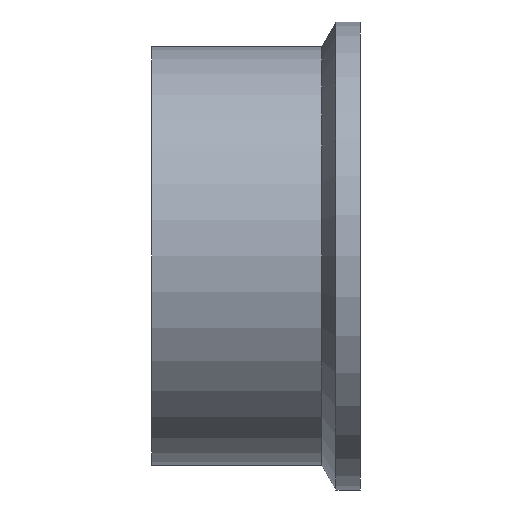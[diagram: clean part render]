
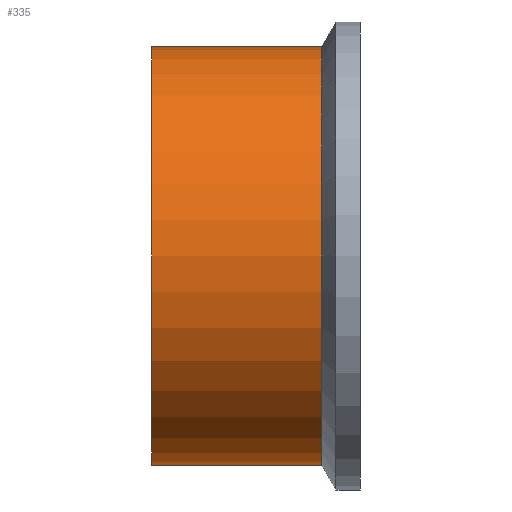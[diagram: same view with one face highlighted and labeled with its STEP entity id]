
A CAD part, front view. The second image highlights one B-rep face of the part: STEP entity #335.
In plain terms, the highlighted cylindrical face has radius 30.15 mm (diameter 60.3 mm), a partial arc.
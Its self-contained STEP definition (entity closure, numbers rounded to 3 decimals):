
#39 = CARTESIAN_POINT ( 'NONE',  ( -160.192, 0., 30.15 ) ) ;
#51 = CIRCLE ( 'NONE', #144, 30.15 ) ;
#71 = EDGE_CURVE ( 'NONE', #293, #205, #366, .T. ) ;
#73 = DIRECTION ( 'NONE',  ( -1., 0., 0. ) ) ;
#101 = DIRECTION ( 'NONE',  ( 0., 0., 1. ) ) ;
#108 = EDGE_CURVE ( 'NONE', #254, #205, #51, .T. ) ;
#142 = CARTESIAN_POINT ( 'NONE',  ( -29.5, 0., 0. ) ) ;
#144 = AXIS2_PLACEMENT_3D ( 'NONE', #142, #430, #101 ) ;
#147 = CARTESIAN_POINT ( 'NONE',  ( -29.5, 0., -30.15 ) ) ;
#155 = ORIENTED_EDGE ( 'NONE', *, *, #108, .F. ) ;
#161 = VERTEX_POINT ( 'NONE', #340 ) ;
#163 = ORIENTED_EDGE ( 'NONE', *, *, #324, .F. ) ;
#176 = AXIS2_PLACEMENT_3D ( 'NONE', #358, #351, #418 ) ;
#203 = ORIENTED_EDGE ( 'NONE', *, *, #362, .T. ) ;
#205 = VERTEX_POINT ( 'NONE', #247 ) ;
#220 = DIRECTION ( 'NONE',  ( -1., 0., 0. ) ) ;
#243 = VECTOR ( 'NONE', #73, 1000. ) ;
#247 = CARTESIAN_POINT ( 'NONE',  ( -29.5, 0., 30.15 ) ) ;
#254 = VERTEX_POINT ( 'NONE', #147 ) ;
#280 = VECTOR ( 'NONE', #290, 1000. ) ;
#290 = DIRECTION ( 'NONE',  ( -1., 0., 0. ) ) ;
#293 = VERTEX_POINT ( 'NONE', #306 ) ;
#304 = CIRCLE ( 'NONE', #397, 30.15 ) ;
#306 = CARTESIAN_POINT ( 'NONE',  ( -5.021, 0., 30.15 ) ) ;
#317 = FACE_OUTER_BOUND ( 'NONE', #327, .T. ) ;
#324 = EDGE_CURVE ( 'NONE', #161, #254, #380, .T. ) ;
#327 = EDGE_LOOP ( 'NONE', ( #163, #203, #350, #155 ) ) ;
#335 = ADVANCED_FACE ( 'NONE', ( #317 ), #388, .T. ) ;
#340 = CARTESIAN_POINT ( 'NONE',  ( -5.021, 0., -30.15 ) ) ;
#346 = CARTESIAN_POINT ( 'NONE',  ( -5.021, 0., 0. ) ) ;
#349 = DIRECTION ( 'NONE',  ( 0., 0., 1. ) ) ;
#350 = ORIENTED_EDGE ( 'NONE', *, *, #71, .T. ) ;
#351 = DIRECTION ( 'NONE',  ( -1., 0., 0. ) ) ;
#358 = CARTESIAN_POINT ( 'NONE',  ( -160.192, 0., 0. ) ) ;
#362 = EDGE_CURVE ( 'NONE', #161, #293, #304, .T. ) ;
#366 = LINE ( 'NONE', #39, #243 ) ;
#380 = LINE ( 'NONE', #386, #280 ) ;
#386 = CARTESIAN_POINT ( 'NONE',  ( -160.192, 0., -30.15 ) ) ;
#388 = CYLINDRICAL_SURFACE ( 'NONE', #176, 30.15 ) ;
#397 = AXIS2_PLACEMENT_3D ( 'NONE', #346, #220, #349 ) ;
#418 = DIRECTION ( 'NONE',  ( 0., 0., 1. ) ) ;
#430 = DIRECTION ( 'NONE',  ( -1., 0., 0. ) ) ;
